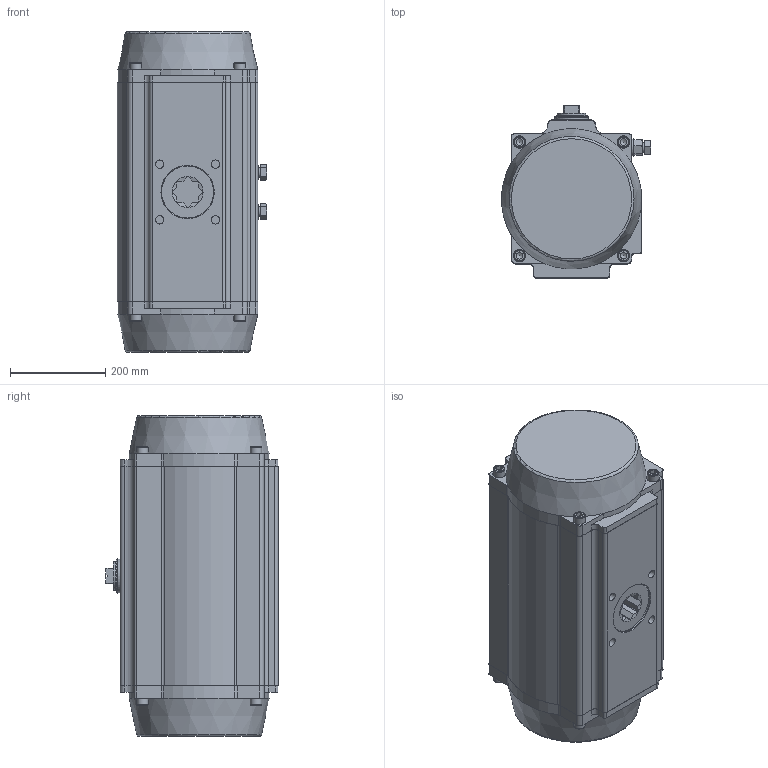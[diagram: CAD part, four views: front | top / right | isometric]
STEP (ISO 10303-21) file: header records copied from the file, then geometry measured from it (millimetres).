
FILE_DESCRIPTION(/* description */ ('Unknown'),/* implementation_level */ '2;1');
FILE_NAME(/* name */ 'PD14_PE13',/* time_stamp */ '2022-02-21T12:48:26+01:00',/* author */ ('Unknown'),/* organization */ ('Unknown'),/* preprocessor_version */ 'ST-DEVELOPER v16.7',/* originating_system */ 'Solid Edge',/* authorisation */ 'Unknown');
FILE_SCHEMA (('AUTOMOTIVE_DESIGN {1 0 10303 214 3 1 1}'));
Length unit declared in the file: millimetre
Products named in the file (13): PD14_PE13; VT270-01; VT270-03-A 粣 M5 3D; VT270-08 囀菜え; VT270-09 俋菜え; VT270-10 踢扽菜え; hex nut gradec_din_Hexagon Nut ISO 4034 - M20 - N; VT270-04-A 傷裔-臟闐舜-B; hex head structural bolt_din_DIN 7990 - M20 x 100-WN; plain washers-n series-grade a gb_GB_FASTENER_WASHER_PWNA 20; DIN 912 M16 x 60 --- 60N_DIN 912 M16 x 60 --- 60N; circlips for shaft--type a large gb_GB_CONNECTING_PIECE_RING_RRA 60; 噩砃VT270-04-A 傷裔-臟闐舜-B
Assembly tree (22 placements, depth 2):
  PD14_PE13
    VT270-01
    VT270-03-A 粣 M5 3D
    VT270-08 囀菜え
    VT270-09 俋菜え
    VT270-10 踢扽菜え
    hex nut gradec_din_Hexagon Nut ISO 4034 - M20 - N  x2
    VT270-04-A 傷裔-臟闐舜-B
    hex head structural bolt_din_DIN 7990 - M20 x 100-WN  x2
    plain washers-n series-grade a gb_GB_FASTENER_WASHER_PWNA 20  x2
    DIN 912 M16 x 60 --- 60N_DIN 912 M16 x 60 --- 60N  x8
    circlips for shaft--type a large gb_GB_CONNECTING_PIECE_RING_RRA 60
    噩砃VT270-04-A 傷裔-臟闐舜-B
Bounding box: 312.5 x 361 x 672 mm (x, y, z)
Volume: 18538981.5 mm3; surface area: 2048703.6 mm2
Topology: 22 solids, 22 shells, 798 faces, 1873 edges, 1200 vertices
Faces by surface type: plane 381, cylinder 316, cone 69, torus 30, bspline 2
Full cylindrical faces by diameter (mm): 3 x2, 4.2 x4, 5 x5, 10 x2, 11 x2, 12 x1, 14 x8, 16 x10, 17.5 x6, 18 x8, 19 x2, 20 x6, 21 x2, 24 x8, 26 x8, 27.7 x2, 28 x2, 37 x2, 40 x2, 50.8 x1, 56 x1, 56.5 x1, 60 x5, 60.2 x1, 60.8 x1, 61.8 x1, 71 x1, 72 x1, 76 x12, 84.2 x1
Entity records: 18017 total; most frequent: CARTESIAN_POINT 3682, DIRECTION 3098, ORIENTED_EDGE 2598, EDGE_CURVE 1299, AXIS2_PLACEMENT_3D 1282, VERTEX_POINT 924, FACE_BOUND 859, EDGE_LOOP 858
